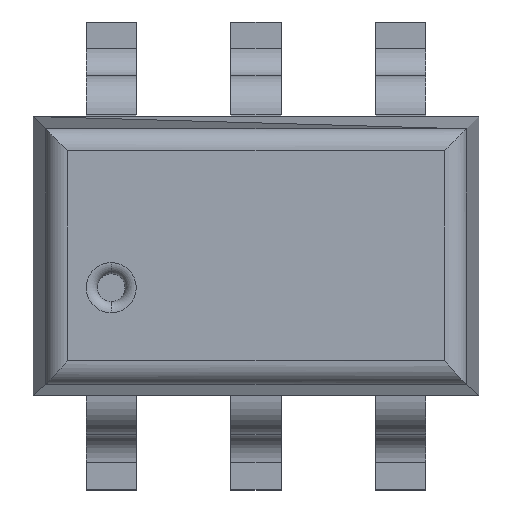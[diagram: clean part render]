
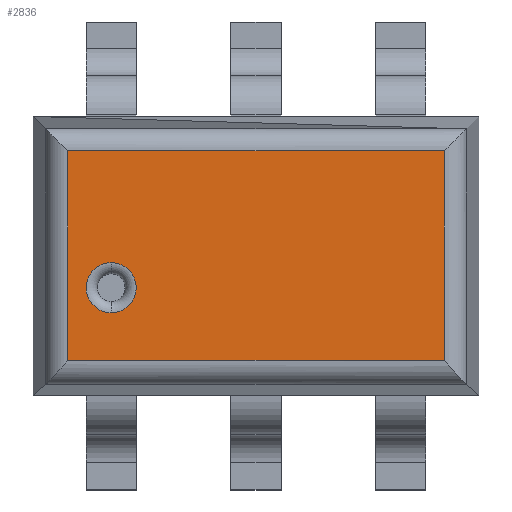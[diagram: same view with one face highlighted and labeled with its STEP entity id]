
A CAD part, top view. The second image highlights one B-rep face of the part: STEP entity #2836.
In plain terms, the highlighted planar face has unit normal (0, 0, 1).
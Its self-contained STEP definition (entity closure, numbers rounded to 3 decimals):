
#2630 = CARTESIAN_POINT ( 'NONE',  ( -0.65, -0.257, 1.1 ) ) ;
#2631 = VERTEX_POINT ( 'NONE', #2630 ) ;
#2639 = CARTESIAN_POINT ( 'NONE',  ( -0.65, -0.032, 1.1 ) ) ;
#2640 = VERTEX_POINT ( 'NONE', #2639 ) ;
#2641 = CARTESIAN_POINT ( 'NONE',  ( -0.65, -0.144, 1.1 ) ) ;
#2642 = DIRECTION ( 'NONE',  ( 0., 0., -1. ) ) ;
#2643 = DIRECTION ( 'NONE',  ( 0., 1., 0. ) ) ;
#2644 = AXIS2_PLACEMENT_3D ( 'NONE', #2641, #2642, #2643 ) ;
#2645 = CIRCLE ( 'NONE', #2644, 0.113) ;
#2646 = EDGE_CURVE ( 'NONE', #2640, #2631, #2645, .T. ) ;
#2787 = ORIENTED_EDGE ( 'NONE', *, *, #2646, .T. ) ;
#2788 = CARTESIAN_POINT ( 'NONE',  ( -0.65, -0.144, 1.1 ) ) ;
#2789 = DIRECTION ( 'NONE',  ( 0., 0., -1. ) ) ;
#2790 = DIRECTION ( 'NONE',  ( 0., 1., 0. ) ) ;
#2791 = AXIS2_PLACEMENT_3D ( 'NONE', #2788, #2789, #2790 ) ;
#2792 = CIRCLE ( 'NONE', #2791, 0.113) ;
#2793 = EDGE_CURVE ( 'NONE', #2631, #2640, #2792, .T. ) ;
#2794 = ORIENTED_EDGE ( 'NONE', *, *, #2793, .T. ) ;
#2795 = EDGE_LOOP ( 'NONE', ( #2787, #2794 ) ) ;
#2796 = FACE_BOUND ( 'NONE', #2795, .T. ) ;
#2797 = CARTESIAN_POINT ( 'NONE',  ( 0.846, -0.471, 1.1 ) ) ;
#2798 = VERTEX_POINT ( 'NONE', #2797 ) ;
#2799 = CARTESIAN_POINT ( 'NONE',  ( 0.846, 0.471, 1.1 ) ) ;
#2800 = VERTEX_POINT ( 'NONE', #2799 ) ;
#2801 = CARTESIAN_POINT ( 'NONE',  ( 0.846, 0.555, 1.1 ) ) ;
#2802 = DIRECTION ( 'NONE',  ( 0., 1., 0. ) ) ;
#2803 = VECTOR ( 'NONE', #2802, 1000. ) ;
#2804 = LINE ( 'NONE', #2801, #2803 ) ;
#2805 = EDGE_CURVE ( 'NONE', #2798, #2800, #2804, .T. ) ;
#2806 = ORIENTED_EDGE ( 'NONE', *, *, #2805, .T. ) ;
#2807 = CARTESIAN_POINT ( 'NONE',  ( -0.846, 0.471, 1.1 ) ) ;
#2808 = VERTEX_POINT ( 'NONE', #2807 ) ;
#2809 = CARTESIAN_POINT ( 'NONE',  ( -0.93, 0.471, 1.1 ) ) ;
#2810 = DIRECTION ( 'NONE',  ( -1., 0., 0. ) ) ;
#2811 = VECTOR ( 'NONE', #2810, 1000. ) ;
#2812 = LINE ( 'NONE', #2809, #2811 ) ;
#2813 = EDGE_CURVE ( 'NONE', #2800, #2808, #2812, .T. ) ;
#2814 = ORIENTED_EDGE ( 'NONE', *, *, #2813, .T. ) ;
#2815 = CARTESIAN_POINT ( 'NONE',  ( -0.846, -0.471, 1.1 ) ) ;
#2816 = VERTEX_POINT ( 'NONE', #2815 ) ;
#2817 = CARTESIAN_POINT ( 'NONE',  ( -0.846, -0.56, 1.1 ) ) ;
#2818 = DIRECTION ( 'NONE',  ( 0., -1., 0. ) ) ;
#2819 = VECTOR ( 'NONE', #2818, 1000. ) ;
#2820 = LINE ( 'NONE', #2817, #2819 ) ;
#2821 = EDGE_CURVE ( 'NONE', #2808, #2816, #2820, .T. ) ;
#2822 = ORIENTED_EDGE ( 'NONE', *, *, #2821, .T. ) ;
#2823 = CARTESIAN_POINT ( 'NONE',  ( 0.93, -0.471, 1.1 ) ) ;
#2824 = DIRECTION ( 'NONE',  ( 1., 0., 0. ) ) ;
#2825 = VECTOR ( 'NONE', #2824, 1000. ) ;
#2826 = LINE ( 'NONE', #2823, #2825 ) ;
#2827 = EDGE_CURVE ( 'NONE', #2816, #2798, #2826, .T. ) ;
#2828 = ORIENTED_EDGE ( 'NONE', *, *, #2827, .T. ) ;
#2829 = EDGE_LOOP ( 'NONE', ( #2806, #2814, #2822, #2828 ) ) ;
#2830 = FACE_OUTER_BOUND ( 'NONE', #2829, .T. ) ;
#2831 = CARTESIAN_POINT ( 'NONE',  ( 0., 0., 1.1 ) ) ;
#2832 = DIRECTION ( 'NONE',  ( 0., 0., -1. ) ) ;
#2833 = DIRECTION ( 'NONE',  ( 0., 1., 0. ) ) ;
#2834 = AXIS2_PLACEMENT_3D ( 'NONE', #2831, #2832, #2833 ) ;
#2835 = PLANE ( 'NONE', #2834 ) ;
#2836 = ADVANCED_FACE ( 'NONE', ( #2796, #2830 ), #2835, .F. ) ;
